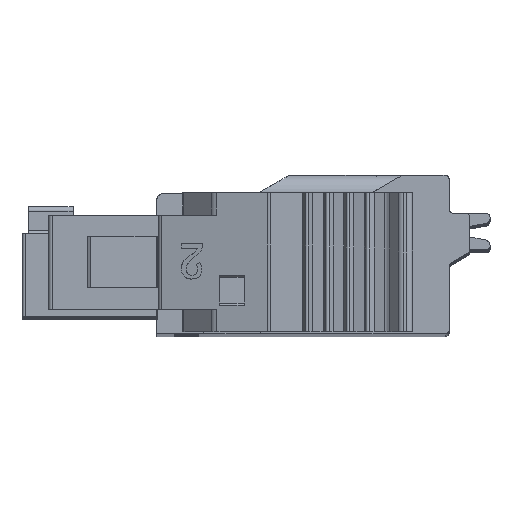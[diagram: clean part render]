
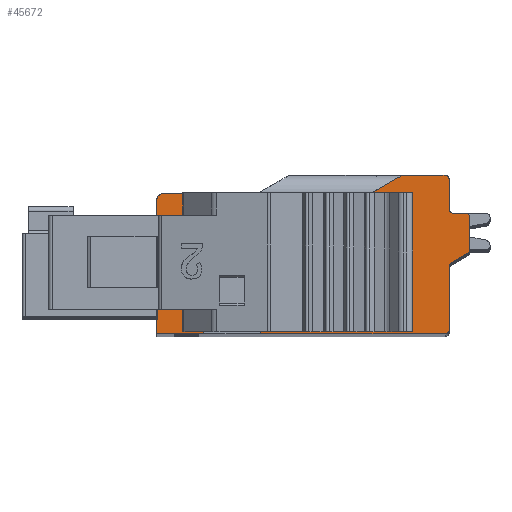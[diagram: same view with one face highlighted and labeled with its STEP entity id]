
A CAD part, top view. The second image highlights one B-rep face of the part: STEP entity #45672.
In plain terms, the highlighted planar face has unit normal (0, 0, 1).
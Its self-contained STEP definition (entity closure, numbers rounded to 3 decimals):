
#4872=DIRECTION('',(0.,-1.,0.));
#4873=VECTOR('',#4872,6.75);
#4874=CARTESIAN_POINT('',(26.932,23.438,86.275));
#4875=LINE('',#4874,#4873);
#4876=DIRECTION('',(1.,0.,0.));
#4877=VECTOR('',#4876,2.497);
#4878=CARTESIAN_POINT('',(27.901,23.438,86.275));
#4879=LINE('',#4878,#4877);
#4880=DIRECTION('',(0.866,0.5,0.));
#4881=VECTOR('',#4880,1.8);
#4882=CARTESIAN_POINT('',(30.397,23.438,86.275));
#4883=LINE('',#4882,#4881);
#4884=DIRECTION('',(1.,0.,0.));
#4885=VECTOR('',#4884,2.1);
#4886=CARTESIAN_POINT('',(31.956,24.338,86.275));
#4887=LINE('',#4886,#4885);
#4888=CARTESIAN_POINT('',(34.056,24.138,86.275));
#4889=DIRECTION('',(0.,0.,-1.));
#4890=DIRECTION('',(0.,1.,0.));
#4891=AXIS2_PLACEMENT_3D('',#4888,#4889,#4890);
#4893=DIRECTION('',(0.,-1.,0.));
#4894=VECTOR('',#4893,1.45);
#4895=CARTESIAN_POINT('',(34.256,24.138,86.275));
#4896=LINE('',#4895,#4894);
#4897=CARTESIAN_POINT('',(34.456,22.688,86.275));
#4898=DIRECTION('',(0.,0.,1.));
#4899=DIRECTION('',(-1.,0.,0.));
#4900=AXIS2_PLACEMENT_3D('',#4897,#4898,#4899);
#4902=DIRECTION('',(1.,0.,0.));
#4903=VECTOR('',#4902,0.6);
#4904=CARTESIAN_POINT('',(34.456,22.488,86.275));
#4905=LINE('',#4904,#4903);
#4906=CARTESIAN_POINT('',(35.056,22.288,86.275));
#4907=DIRECTION('',(0.,0.,-1.));
#4908=DIRECTION('',(0.,1.,0.));
#4909=AXIS2_PLACEMENT_3D('',#4906,#4907,#4908);
#4911=DIRECTION('',(0.,-1.,0.));
#4912=VECTOR('',#4911,1.585);
#4913=CARTESIAN_POINT('',(35.256,22.288,86.275));
#4914=LINE('',#4913,#4912);
#4915=CARTESIAN_POINT('',(35.056,20.703,86.275));
#4916=DIRECTION('',(0.,0.,-1.));
#4917=DIRECTION('',(1.,0.,0.));
#4918=AXIS2_PLACEMENT_3D('',#4915,#4916,#4917);
#4920=DIRECTION('',(-0.866,-0.5,0.));
#4921=VECTOR('',#4920,0.924);
#4922=CARTESIAN_POINT('',(35.156,20.53,86.275));
#4923=LINE('',#4922,#4921);
#4924=CARTESIAN_POINT('',(34.456,19.895,86.275));
#4925=DIRECTION('',(0.,0.,1.));
#4926=DIRECTION('',(-0.5,0.866,0.));
#4927=AXIS2_PLACEMENT_3D('',#4924,#4925,#4926);
#4929=DIRECTION('',(0.,-1.,0.));
#4930=VECTOR('',#4929,3.107);
#4931=CARTESIAN_POINT('',(34.256,19.895,86.275));
#4932=LINE('',#4931,#4930);
#4933=CARTESIAN_POINT('',(34.056,16.788,86.275));
#4934=DIRECTION('',(0.,0.,-1.));
#4935=DIRECTION('',(1.,0.,0.));
#4936=AXIS2_PLACEMENT_3D('',#4933,#4934,#4935);
#4938=DIRECTION('',(-1.,0.,0.));
#4939=VECTOR('',#4938,14.1);
#4940=CARTESIAN_POINT('',(34.056,16.588,86.275));
#4941=LINE('',#4940,#4939);
#4942=DIRECTION('',(0.,1.,0.));
#4943=VECTOR('',#4942,6.55);
#4944=CARTESIAN_POINT('',(19.956,16.588,86.275));
#4945=LINE('',#4944,#4943);
#4946=CARTESIAN_POINT('',(20.256,23.138,86.275));
#4947=DIRECTION('',(0.,0.,-1.));
#4948=DIRECTION('',(-1.,-0.001,0.));
#4949=AXIS2_PLACEMENT_3D('',#4946,#4947,#4948);
#4951=DIRECTION('',(1.,0.,0.));
#4952=VECTOR('',#4951,6.676);
#4953=CARTESIAN_POINT('',(20.256,23.438,86.275));
#4954=LINE('',#4953,#4952);
#4955=DIRECTION('',(0.,-1.,0.));
#4956=VECTOR('',#4955,5.73);
#4957=CARTESIAN_POINT('',(22.765,22.468,86.275));
#4958=LINE('',#4957,#4956);
#4959=DIRECTION('',(0.,1.,0.));
#4960=VECTOR('',#4959,5.73);
#4961=CARTESIAN_POINT('',(24.486,16.738,86.275));
#4962=LINE('',#4961,#4960);
#4971=DIRECTION('',(0.,-1.,0.));
#4972=VECTOR('',#4971,6.75);
#4973=CARTESIAN_POINT('',(27.901,23.438,86.275));
#4974=LINE('',#4973,#4972);
#5115=DIRECTION('',(-1.,0.,0.));
#5116=VECTOR('',#5115,0.968);
#5117=CARTESIAN_POINT('',(27.901,16.688,86.275));
#5118=LINE('',#5117,#5116);
#5736=DIRECTION('',(-1.,0.,0.));
#5737=VECTOR('',#5736,1.721);
#5738=CARTESIAN_POINT('',(24.486,16.738,86.275));
#5739=LINE('',#5738,#5737);
#5752=DIRECTION('',(1.,0.,0.));
#5753=VECTOR('',#5752,1.721);
#5754=CARTESIAN_POINT('',(22.765,22.468,86.275));
#5755=LINE('',#5754,#5753);
#30805=CARTESIAN_POINT('',(34.056,24.338,86.275));
#30807=VERTEX_POINT('',#30805);
#30809=CARTESIAN_POINT('',(31.956,24.338,86.275));
#30810=VERTEX_POINT('',#30809);
#31326=CARTESIAN_POINT('',(34.256,24.138,86.275));
#31328=VERTEX_POINT('',#31326);
#31351=CARTESIAN_POINT('',(34.256,22.688,86.275));
#31352=VERTEX_POINT('',#31351);
#31801=CARTESIAN_POINT('',(34.256,19.895,86.275));
#31802=CARTESIAN_POINT('',(34.256,16.788,86.275));
#31803=VERTEX_POINT('',#31801);
#31804=VERTEX_POINT('',#31802);
#32140=CARTESIAN_POINT('',(34.056,16.588,86.275));
#32141=VERTEX_POINT('',#32140);
#32146=CARTESIAN_POINT('',(19.956,16.588,86.275));
#32147=VERTEX_POINT('',#32146);
#32552=CARTESIAN_POINT('',(30.397,23.438,86.275));
#32553=VERTEX_POINT('',#32552);
#32554=CARTESIAN_POINT('',(27.901,23.438,86.275));
#32555=VERTEX_POINT('',#32554);
#32562=CARTESIAN_POINT('',(26.932,23.438,86.275));
#32563=VERTEX_POINT('',#32562);
#32564=CARTESIAN_POINT('',(20.256,23.438,86.275));
#32565=VERTEX_POINT('',#32564);
#32752=CARTESIAN_POINT('',(26.932,16.688,86.275));
#32753=VERTEX_POINT('',#32752);
#32754=CARTESIAN_POINT('',(27.901,16.688,86.275));
#32755=VERTEX_POINT('',#32754);
#32756=CARTESIAN_POINT('',(34.456,22.488,86.275));
#32757=VERTEX_POINT('',#32756);
#32758=CARTESIAN_POINT('',(35.056,22.488,86.275));
#32759=VERTEX_POINT('',#32758);
#32760=CARTESIAN_POINT('',(35.256,22.288,86.275));
#32761=VERTEX_POINT('',#32760);
#32762=CARTESIAN_POINT('',(35.256,20.703,86.275));
#32763=VERTEX_POINT('',#32762);
#32764=CARTESIAN_POINT('',(35.156,20.53,86.275));
#32765=VERTEX_POINT('',#32764);
#32766=CARTESIAN_POINT('',(34.356,20.068,86.275));
#32767=VERTEX_POINT('',#32766);
#32768=CARTESIAN_POINT('',(19.956,23.138,86.275));
#32769=VERTEX_POINT('',#32768);
#32770=CARTESIAN_POINT('',(22.765,22.468,86.275));
#32771=CARTESIAN_POINT('',(22.765,16.738,86.275));
#32772=VERTEX_POINT('',#32770);
#32773=VERTEX_POINT('',#32771);
#32774=CARTESIAN_POINT('',(24.486,16.738,86.275));
#32775=VERTEX_POINT('',#32774);
#32776=CARTESIAN_POINT('',(24.486,22.468,86.275));
#32777=VERTEX_POINT('',#32776);
#45622=CARTESIAN_POINT('',(26.228,21.108,86.275));
#45623=DIRECTION('',(0.,0.,1.));
#45624=DIRECTION('',(1.,0.,0.));
#45625=AXIS2_PLACEMENT_3D('',#45622,#45623,#45624);
#45626=PLANE('',#45625);
#45628=ORIENTED_EDGE('',*,*,#45627,.T.);
#45630=ORIENTED_EDGE('',*,*,#45629,.F.);
#45632=ORIENTED_EDGE('',*,*,#45631,.F.);
#45633=ORIENTED_EDGE('',*,*,#44087,.T.);
#45635=ORIENTED_EDGE('',*,*,#45634,.T.);
#45636=ORIENTED_EDGE('',*,*,#44319,.T.);
#45637=ORIENTED_EDGE('',*,*,#44939,.T.);
#45638=ORIENTED_EDGE('',*,*,#44973,.T.);
#45640=ORIENTED_EDGE('',*,*,#45639,.T.);
#45642=ORIENTED_EDGE('',*,*,#45641,.T.);
#45644=ORIENTED_EDGE('',*,*,#45643,.T.);
#45646=ORIENTED_EDGE('',*,*,#45645,.T.);
#45648=ORIENTED_EDGE('',*,*,#45647,.T.);
#45649=ORIENTED_EDGE('',*,*,#45614,.T.);
#45650=ORIENTED_EDGE('',*,*,#45603,.T.);
#45651=ORIENTED_EDGE('',*,*,#39652,.T.);
#45652=ORIENTED_EDGE('',*,*,#43990,.T.);
#45654=ORIENTED_EDGE('',*,*,#45653,.T.);
#45656=ORIENTED_EDGE('',*,*,#45655,.T.);
#45658=ORIENTED_EDGE('',*,*,#45657,.T.);
#45659=ORIENTED_EDGE('',*,*,#44097,.T.);
#45660=EDGE_LOOP('',(#45628,#45630,#45632,#45633,#45635,#45636,#45637,#45638,
#45640,#45642,#45644,#45646,#45648,#45649,#45650,#45651,#45652,#45654,#45656,
#45658,#45659));
#45661=FACE_OUTER_BOUND('',#45660,.F.);
#45663=ORIENTED_EDGE('',*,*,#45662,.T.);
#45665=ORIENTED_EDGE('',*,*,#45664,.F.);
#45667=ORIENTED_EDGE('',*,*,#45666,.T.);
#45669=ORIENTED_EDGE('',*,*,#45668,.F.);
#45670=EDGE_LOOP('',(#45663,#45665,#45667,#45669));
#45671=FACE_BOUND('',#45670,.F.);
#4892=CIRCLE('',#4891,0.2);
#4901=CIRCLE('',#4900,0.2);
#4910=CIRCLE('',#4909,0.2);
#4919=CIRCLE('',#4918,0.2);
#4928=CIRCLE('',#4927,0.2);
#4937=CIRCLE('',#4936,0.2);
#4950=CIRCLE('',#4949,0.3);
#39652=EDGE_CURVE('',#31803,#31804,#4932,.T.);
#43990=EDGE_CURVE('',#31804,#32141,#4937,.T.);
#44087=EDGE_CURVE('',#32555,#32553,#4879,.T.);
#44097=EDGE_CURVE('',#32565,#32563,#4954,.T.);
#44319=EDGE_CURVE('',#30810,#30807,#4887,.T.);
#44939=EDGE_CURVE('',#30807,#31328,#4892,.T.);
#44973=EDGE_CURVE('',#31328,#31352,#4896,.T.);
#45603=EDGE_CURVE('',#32767,#31803,#4928,.T.);
#45614=EDGE_CURVE('',#32765,#32767,#4923,.T.);
#45627=EDGE_CURVE('',#32563,#32753,#4875,.T.);
#45629=EDGE_CURVE('',#32755,#32753,#5118,.T.);
#45631=EDGE_CURVE('',#32555,#32755,#4974,.T.);
#45634=EDGE_CURVE('',#32553,#30810,#4883,.T.);
#45639=EDGE_CURVE('',#31352,#32757,#4901,.T.);
#45641=EDGE_CURVE('',#32757,#32759,#4905,.T.);
#45643=EDGE_CURVE('',#32759,#32761,#4910,.T.);
#45645=EDGE_CURVE('',#32761,#32763,#4914,.T.);
#45647=EDGE_CURVE('',#32763,#32765,#4919,.T.);
#45653=EDGE_CURVE('',#32141,#32147,#4941,.T.);
#45655=EDGE_CURVE('',#32147,#32769,#4945,.T.);
#45657=EDGE_CURVE('',#32769,#32565,#4950,.T.);
#45662=EDGE_CURVE('',#32772,#32773,#4958,.T.);
#45664=EDGE_CURVE('',#32775,#32773,#5739,.T.);
#45666=EDGE_CURVE('',#32775,#32777,#4962,.T.);
#45668=EDGE_CURVE('',#32772,#32777,#5755,.T.);
#45672=ADVANCED_FACE('',(#45661,#45671),#45626,.T.);
